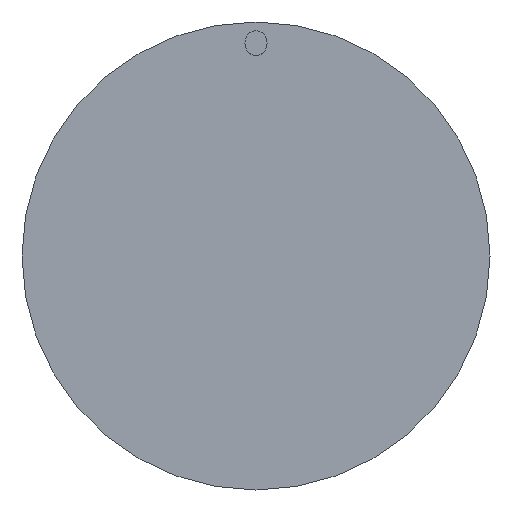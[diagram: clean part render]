
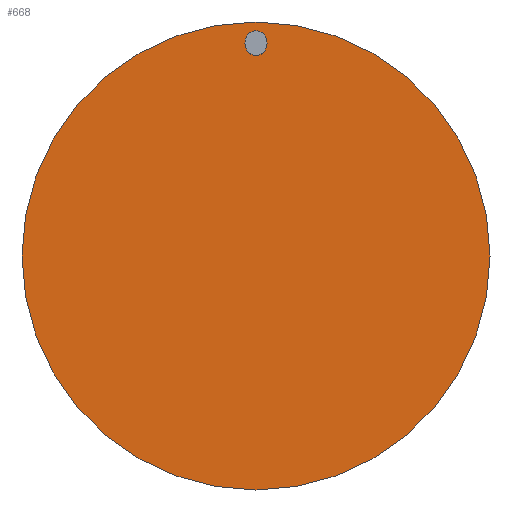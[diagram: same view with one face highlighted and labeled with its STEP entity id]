
A CAD part, front view. The second image highlights one B-rep face of the part: STEP entity #668.
In plain terms, the highlighted planar face has unit normal (0, -1, 0).
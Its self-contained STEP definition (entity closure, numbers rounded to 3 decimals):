
#21=FACE_BOUND('',#205,.T.);
#23=CIRCLE('',#722,12.75);
#128=PLANE('',#723);
#163=FACE_OUTER_BOUND('',#204,.T.);
#204=EDGE_LOOP('',(#602));
#205=EDGE_LOOP('',(#603));
#270=ELLIPSE('',#694,0.671,0.6);
#272=VERTEX_POINT('',#860);
#326=VERTEX_POINT('',#1602);
#339=EDGE_CURVE('',#272,#272,#270,.T.);
#419=EDGE_CURVE('',#326,#326,#23,.T.);
#602=ORIENTED_EDGE('',*,*,#419,.T.);
#603=ORIENTED_EDGE('',*,*,#339,.T.);
#668=ADVANCED_FACE('',(#163,#21),#128,.F.);
#694=AXIS2_PLACEMENT_3D('',#861,#733,#734);
#722=AXIS2_PLACEMENT_3D('',#1603,#816,#817);
#723=AXIS2_PLACEMENT_3D('',#1756,#819,#820);
#733=DIRECTION('center_axis',(0.,1.,0.));
#734=DIRECTION('ref_axis',(0.,0.,-1.));
#816=DIRECTION('center_axis',(0.,-1.,0.));
#817=DIRECTION('ref_axis',(1.,0.,0.));
#819=DIRECTION('center_axis',(0.,1.,0.));
#820=DIRECTION('ref_axis',(1.,0.,0.));
#860=CARTESIAN_POINT('',(0.,0.,12.271));
#861=CARTESIAN_POINT('Origin',(0.,0.,11.6));
#1602=CARTESIAN_POINT('',(-12.75,0.,0.));
#1603=CARTESIAN_POINT('Origin',(0.,0.,
0.));
#1756=CARTESIAN_POINT('Origin',(0.,0.,0.309));
